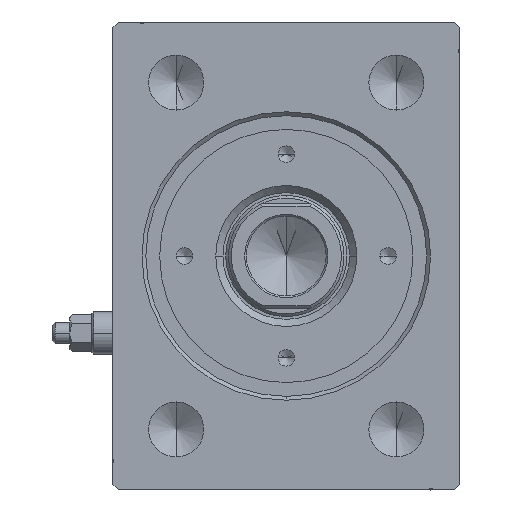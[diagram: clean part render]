
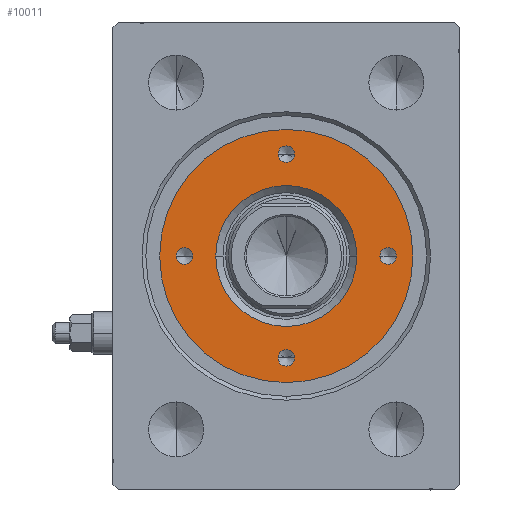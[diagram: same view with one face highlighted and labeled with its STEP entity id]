
A CAD part, left-side view. The second image highlights one B-rep face of the part: STEP entity #10011.
In plain terms, the highlighted face is planar.
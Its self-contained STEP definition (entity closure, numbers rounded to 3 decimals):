
#213 = CIRCLE ( 'NONE', #27157, 1.5 ) ;
#578 = CARTESIAN_POINT ( 'NONE',  ( -12.8, 0., 10. ) ) ;
#787 = CARTESIAN_POINT ( 'NONE',  ( 1.5, -18.5, 10. ) ) ;
#1317 = AXIS2_PLACEMENT_3D ( 'NONE', #38155, #25151, #24247 ) ;
#1901 = CIRCLE ( 'NONE', #27369, 1.5 ) ;
#2400 = DIRECTION ( 'NONE',  ( 1., 0., 0. ) ) ;
#2520 = VERTEX_POINT ( 'NONE', #578 ) ;
#3233 = CARTESIAN_POINT ( 'NONE',  ( -23., 0., 10. ) ) ;
#3924 = DIRECTION ( 'NONE',  ( 0., 0., 1. ) ) ;
#4482 = EDGE_CURVE ( 'NONE', #31632, #31459, #9700, .T. ) ;
#4802 = EDGE_CURVE ( 'NONE', #8984, #23192, #213, .T. ) ;
#4899 = DIRECTION ( 'NONE',  ( 0., 0., 1. ) ) ;
#5003 = CARTESIAN_POINT ( 'NONE',  ( 0., 0., 10. ) ) ;
#5312 = EDGE_CURVE ( 'NONE', #6369, #40754, #34429, .T. ) ;
#5333 = DIRECTION ( 'NONE',  ( 1., 0., 0. ) ) ;
#5355 = FACE_BOUND ( 'NONE', #21510, .T. ) ;
#5745 = CARTESIAN_POINT ( 'NONE',  ( 18.5, 0., 10. ) ) ;
#5781 = AXIS2_PLACEMENT_3D ( 'NONE', #29919, #29251, #5333 ) ;
#5966 = AXIS2_PLACEMENT_3D ( 'NONE', #37752, #10190, #44588 ) ;
#6369 = VERTEX_POINT ( 'NONE', #3233 ) ;
#8198 = DIRECTION ( 'NONE',  ( 1., 0., 0. ) ) ;
#8487 = CARTESIAN_POINT ( 'NONE',  ( 18.5, 0., 10. ) ) ;
#8542 = ORIENTED_EDGE ( 'NONE', *, *, #43482, .T. ) ;
#8777 = FACE_BOUND ( 'NONE', #11285, .T. ) ;
#8952 = AXIS2_PLACEMENT_3D ( 'NONE', #39853, #36204, #22525 ) ;
#8984 = VERTEX_POINT ( 'NONE', #787 ) ;
#9126 = DIRECTION ( 'NONE',  ( 1., 0., 0. ) ) ;
#9342 = DIRECTION ( 'NONE',  ( 0., 0., 1. ) ) ;
#9700 = CIRCLE ( 'NONE', #8952, 1.5 ) ;
#9773 = AXIS2_PLACEMENT_3D ( 'NONE', #33143, #4899, #15371 ) ;
#10011 = ADVANCED_FACE ( 'NONE', ( #8777, #18574, #5355, #32473, #15824, #42945 ), #19250, .T. ) ;
#10164 = CIRCLE ( 'NONE', #5781, 23. ) ;
#10190 = DIRECTION ( 'NONE',  ( 0., 0., 1. ) ) ;
#10976 = ORIENTED_EDGE ( 'NONE', *, *, #12845, .F. ) ;
#11282 = AXIS2_PLACEMENT_3D ( 'NONE', #8487, #3924, #28974 ) ;
#11285 = EDGE_LOOP ( 'NONE', ( #25223, #25434 ) ) ;
#11775 = VERTEX_POINT ( 'NONE', #39205 ) ;
#12845 = EDGE_CURVE ( 'NONE', #11775, #36322, #1901, .T. ) ;
#13064 = EDGE_LOOP ( 'NONE', ( #8542, #27780 ) ) ;
#15248 = DIRECTION ( 'NONE',  ( 0., 0., -1. ) ) ;
#15371 = DIRECTION ( 'NONE',  ( 1., 0., 0. ) ) ;
#15555 = ORIENTED_EDGE ( 'NONE', *, *, #4802, .F. ) ;
#15824 = FACE_BOUND ( 'NONE', #13064, .T. ) ;
#16812 = CARTESIAN_POINT ( 'NONE',  ( -20., 0., 10. ) ) ;
#17461 = CARTESIAN_POINT ( 'NONE',  ( -1.5, 18.5, 10. ) ) ;
#17739 = EDGE_CURVE ( 'NONE', #28288, #28763, #35480, .T. ) ;
#17791 = EDGE_CURVE ( 'NONE', #31459, #31632, #28953, .T. ) ;
#18102 = CARTESIAN_POINT ( 'NONE',  ( 23., 0., 10. ) ) ;
#18574 = FACE_BOUND ( 'NONE', #44534, .T. ) ;
#18963 = EDGE_CURVE ( 'NONE', #40754, #6369, #10164, .T. ) ;
#19080 = CIRCLE ( 'NONE', #35780, 1.5 ) ;
#19250 = PLANE ( 'NONE',  #9773 ) ;
#19878 = DIRECTION ( 'NONE',  ( 1., 0., 0. ) ) ;
#21510 = EDGE_LOOP ( 'NONE', ( #10976, #26069 ) ) ;
#22020 = DIRECTION ( 'NONE',  ( 0., 0., 1. ) ) ;
#22043 = CIRCLE ( 'NONE', #24929, 12.8 ) ;
#22102 = AXIS2_PLACEMENT_3D ( 'NONE', #41918, #42824, #35300 ) ;
#22525 = DIRECTION ( 'NONE',  ( 1., 0., 0. ) ) ;
#23192 = VERTEX_POINT ( 'NONE', #39729 ) ;
#23303 = ORIENTED_EDGE ( 'NONE', *, *, #5312, .T. ) ;
#23532 = CARTESIAN_POINT ( 'NONE',  ( 1.5, 18.5, 10. ) ) ;
#23542 = CARTESIAN_POINT ( 'NONE',  ( -17., 0., 10. ) ) ;
#24150 = EDGE_CURVE ( 'NONE', #36322, #11775, #30913, .T. ) ;
#24247 = DIRECTION ( 'NONE',  ( 1., 0., 0. ) ) ;
#24339 = EDGE_CURVE ( 'NONE', #2520, #29481, #37382, .T. ) ;
#24366 = CARTESIAN_POINT ( 'NONE',  ( 17., 0., 10. ) ) ;
#24748 = ORIENTED_EDGE ( 'NONE', *, *, #38284, .F. ) ;
#24929 = AXIS2_PLACEMENT_3D ( 'NONE', #5003, #15248, #8198 ) ;
#25151 = DIRECTION ( 'NONE',  ( 0., 0., 1. ) ) ;
#25215 = ORIENTED_EDGE ( 'NONE', *, *, #17739, .F. ) ;
#25223 = ORIENTED_EDGE ( 'NONE', *, *, #17791, .F. ) ;
#25434 = ORIENTED_EDGE ( 'NONE', *, *, #4482, .F. ) ;
#25672 = ORIENTED_EDGE ( 'NONE', *, *, #26666, .F. ) ;
#25735 = AXIS2_PLACEMENT_3D ( 'NONE', #32112, #38051, #27569 ) ;
#26069 = ORIENTED_EDGE ( 'NONE', *, *, #24150, .F. ) ;
#26666 = EDGE_CURVE ( 'NONE', #28763, #28288, #19080, .T. ) ;
#27157 = AXIS2_PLACEMENT_3D ( 'NONE', #42761, #22020, #32510 ) ;
#27369 = AXIS2_PLACEMENT_3D ( 'NONE', #5745, #27396, #19878 ) ;
#27396 = DIRECTION ( 'NONE',  ( 0., 0., 1. ) ) ;
#27569 = DIRECTION ( 'NONE',  ( 1., 0., 0. ) ) ;
#27780 = ORIENTED_EDGE ( 'NONE', *, *, #24339, .T. ) ;
#28288 = VERTEX_POINT ( 'NONE', #17461 ) ;
#28763 = VERTEX_POINT ( 'NONE', #23532 ) ;
#28953 = CIRCLE ( 'NONE', #1317, 1.5 ) ;
#28974 = DIRECTION ( 'NONE',  ( 1., 0., 0. ) ) ;
#29251 = DIRECTION ( 'NONE',  ( 0., 0., 1. ) ) ;
#29481 = VERTEX_POINT ( 'NONE', #39964 ) ;
#29919 = CARTESIAN_POINT ( 'NONE',  ( 0., 0., 10. ) ) ;
#30256 = EDGE_LOOP ( 'NONE', ( #15555, #24748 ) ) ;
#30913 = CIRCLE ( 'NONE', #11282, 1.5 ) ;
#31120 = AXIS2_PLACEMENT_3D ( 'NONE', #40901, #33597, #2400 ) ;
#31459 = VERTEX_POINT ( 'NONE', #23542 ) ;
#31632 = VERTEX_POINT ( 'NONE', #16812 ) ;
#32112 = CARTESIAN_POINT ( 'NONE',  ( 0., 0., 10. ) ) ;
#32473 = FACE_BOUND ( 'NONE', #30256, .T. ) ;
#32510 = DIRECTION ( 'NONE',  ( 1., 0., 0. ) ) ;
#32912 = CIRCLE ( 'NONE', #5966, 1.5 ) ;
#33143 = CARTESIAN_POINT ( 'NONE',  ( 0., 0., 10. ) ) ;
#33444 = ORIENTED_EDGE ( 'NONE', *, *, #18963, .T. ) ;
#33597 = DIRECTION ( 'NONE',  ( 0., 0., 1. ) ) ;
#33700 = CARTESIAN_POINT ( 'NONE',  ( 0., 18.5, 10. ) ) ;
#34429 = CIRCLE ( 'NONE', #25735, 23. ) ;
#35300 = DIRECTION ( 'NONE',  ( 1., 0., 0. ) ) ;
#35480 = CIRCLE ( 'NONE', #31120, 1.5 ) ;
#35780 = AXIS2_PLACEMENT_3D ( 'NONE', #33700, #9342, #9126 ) ;
#36204 = DIRECTION ( 'NONE',  ( 0., 0., 1. ) ) ;
#36322 = VERTEX_POINT ( 'NONE', #24366 ) ;
#37382 = CIRCLE ( 'NONE', #22102, 12.8 ) ;
#37752 = CARTESIAN_POINT ( 'NONE',  ( 0., -18.5, 10. ) ) ;
#38051 = DIRECTION ( 'NONE',  ( 0., 0., 1. ) ) ;
#38155 = CARTESIAN_POINT ( 'NONE',  ( -18.5, 0., 10. ) ) ;
#38284 = EDGE_CURVE ( 'NONE', #23192, #8984, #32912, .T. ) ;
#39205 = CARTESIAN_POINT ( 'NONE',  ( 20., 0., 10. ) ) ;
#39729 = CARTESIAN_POINT ( 'NONE',  ( -1.5, -18.5, 10. ) ) ;
#39853 = CARTESIAN_POINT ( 'NONE',  ( -18.5, 0., 10. ) ) ;
#39964 = CARTESIAN_POINT ( 'NONE',  ( 12.8, 0., 10. ) ) ;
#40754 = VERTEX_POINT ( 'NONE', #18102 ) ;
#40901 = CARTESIAN_POINT ( 'NONE',  ( 0., 18.5, 10. ) ) ;
#41918 = CARTESIAN_POINT ( 'NONE',  ( 0., 0., 10. ) ) ;
#42761 = CARTESIAN_POINT ( 'NONE',  ( 0., -18.5, 10. ) ) ;
#42824 = DIRECTION ( 'NONE',  ( 0., 0., -1. ) ) ;
#42945 = FACE_OUTER_BOUND ( 'NONE', #44041, .T. ) ;
#43482 = EDGE_CURVE ( 'NONE', #29481, #2520, #22043, .T. ) ;
#44041 = EDGE_LOOP ( 'NONE', ( #23303, #33444 ) ) ;
#44534 = EDGE_LOOP ( 'NONE', ( #25672, #25215 ) ) ;
#44588 = DIRECTION ( 'NONE',  ( 1., 0., 0. ) ) ;
